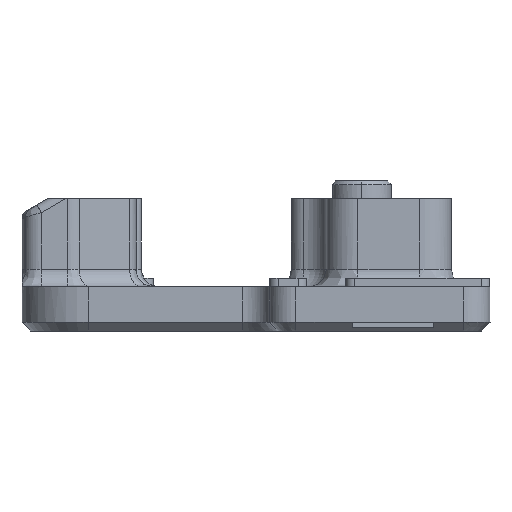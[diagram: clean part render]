
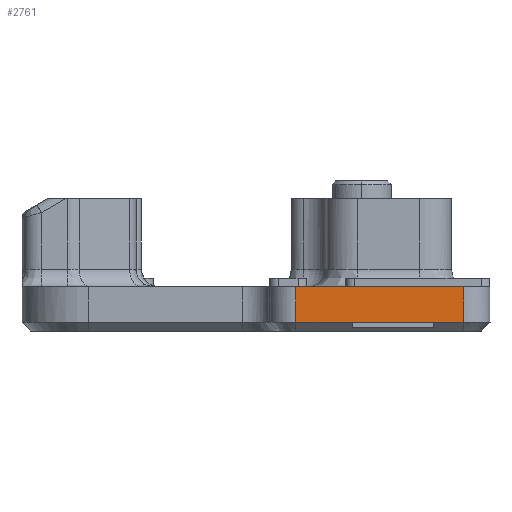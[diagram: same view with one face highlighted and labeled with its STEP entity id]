
A CAD part, left-side view. The second image highlights one B-rep face of the part: STEP entity #2761.
In plain terms, the highlighted planar face has unit normal (-1, 0, 0).
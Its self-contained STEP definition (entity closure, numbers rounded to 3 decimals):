
#337 = ORIENTED_EDGE ( 'NONE', *, *, #1090, .F. ) ;
#501 = ORIENTED_EDGE ( 'NONE', *, *, #16005, .T. ) ;
#588 = CARTESIAN_POINT ( 'NONE',  ( -133.895, 339., 98. ) ) ;
#653 = PLANE ( 'NONE',  #4296 ) ;
#1090 = EDGE_CURVE ( 'NONE', #6873, #12162, #15502, .T. ) ;
#1178 = CARTESIAN_POINT ( 'NONE',  ( -133.895, 339., 102. ) ) ;
#1223 = ORIENTED_EDGE ( 'NONE', *, *, #1940, .F. ) ;
#1510 = CARTESIAN_POINT ( 'NONE',  ( -133.895, 339., 98. ) ) ;
#1588 = DIRECTION ( 'NONE',  ( 1., 0., 0. ) ) ;
#1940 = EDGE_CURVE ( 'NONE', #12162, #14087, #13746, .T. ) ;
#2090 = CARTESIAN_POINT ( 'NONE',  ( -133.895, 320., 95.4 ) ) ;
#2479 = CARTESIAN_POINT ( 'NONE',  ( -133.895, 314.25, 98. ) ) ;
#2514 = VERTEX_POINT ( 'NONE', #588 ) ;
#2635 = EDGE_CURVE ( 'NONE', #2514, #6873, #12063, .T. ) ;
#2761 = ADVANCED_FACE ( 'NONE', ( #9747 ), #653, .F. ) ;
#2969 = CARTESIAN_POINT ( 'NONE',  ( -133.895, 320., 98. ) ) ;
#2978 = VECTOR ( 'NONE', #13663, 1000. ) ;
#3171 = B_SPLINE_CURVE_WITH_KNOTS ( 'NONE', 3,
 ( #15596, #3942, #12028, #14333 ),
 .UNSPECIFIED., .F., .F.,
 ( 4, 4 ),
 ( 0., 1. ),
 .UNSPECIFIED. ) ;
#3849 = CARTESIAN_POINT ( 'NONE',  ( -133.895, 314.25, 102. ) ) ;
#3942 = CARTESIAN_POINT ( 'NONE',  ( -133.895, 336.867, 98. ) ) ;
#4296 = AXIS2_PLACEMENT_3D ( 'NONE', #16038, #1588, #6775 ) ;
#4799 = CARTESIAN_POINT ( 'NONE',  ( -133.895, 320., 98. ) ) ;
#5145 = ORIENTED_EDGE ( 'NONE', *, *, #11629, .F. ) ;
#5190 = ORIENTED_EDGE ( 'NONE', *, *, #2635, .F. ) ;
#6246 = EDGE_LOOP ( 'NONE', ( #5145, #501, #1223, #337, #5190, #8868 ) ) ;
#6775 = DIRECTION ( 'NONE',  ( 0., 0., -1. ) ) ;
#6873 = VERTEX_POINT ( 'NONE', #1178 ) ;
#7594 = VERTEX_POINT ( 'NONE', #7818 ) ;
#7791 = CARTESIAN_POINT ( 'NONE',  ( -133.895, 339., 99.333 ) ) ;
#7818 = CARTESIAN_POINT ( 'NONE',  ( -133.895, 323.4, 98. ) ) ;
#8271 = VERTEX_POINT ( 'NONE', #14859 ) ;
#8868 = ORIENTED_EDGE ( 'NONE', *, *, #11372, .T. ) ;
#9026 = DIRECTION ( 'NONE',  ( 0., -1., 0. ) ) ;
#9317 = CARTESIAN_POINT ( 'NONE',  ( -133.895, 339., 100.667 ) ) ;
#9348 = CARTESIAN_POINT ( 'NONE',  ( -133.895, 323.4, 98. ) ) ;
#9691 = CARTESIAN_POINT ( 'NONE',  ( -133.895, 321.134, 98. ) ) ;
#9747 = FACE_OUTER_BOUND ( 'NONE', #6246, .T. ) ;
#10343 = B_SPLINE_CURVE_WITH_KNOTS ( 'NONE', 3,
 ( #9348, #14552, #9691, #2969 ),
 .UNSPECIFIED., .F., .F.,
 ( 4, 4 ),
 ( 0., 1. ),
 .UNSPECIFIED. ) ;
#11372 = EDGE_CURVE ( 'NONE', #2514, #8271, #3171, .T. ) ;
#11629 = EDGE_CURVE ( 'NONE', #7594, #8271, #14901, .T. ) ;
#11645 = CARTESIAN_POINT ( 'NONE',  ( -133.895, 339., 102. ) ) ;
#12028 = CARTESIAN_POINT ( 'NONE',  ( -133.895, 334.734, 98. ) ) ;
#12063 = B_SPLINE_CURVE_WITH_KNOTS ( 'NONE', 3,
 ( #1510, #7791, #9317, #11645 ),
 .UNSPECIFIED., .F., .F.,
 ( 4, 4 ),
 ( 0., 1. ),
 .UNSPECIFIED. ) ;
#12162 = VERTEX_POINT ( 'NONE', #12261 ) ;
#12261 = CARTESIAN_POINT ( 'NONE',  ( -133.895, 320., 102. ) ) ;
#12886 = VECTOR ( 'NONE', #15238, 1000. ) ;
#13663 = DIRECTION ( 'NONE',  ( 0., 0., -1. ) ) ;
#13746 = LINE ( 'NONE', #2090, #2978 ) ;
#14087 = VERTEX_POINT ( 'NONE', #4799 ) ;
#14333 = CARTESIAN_POINT ( 'NONE',  ( -133.895, 332.6, 98. ) ) ;
#14552 = CARTESIAN_POINT ( 'NONE',  ( -133.895, 322.267, 98. ) ) ;
#14641 = VECTOR ( 'NONE', #9026, 1000. ) ;
#14859 = CARTESIAN_POINT ( 'NONE',  ( -133.895, 332.6, 98. ) ) ;
#14901 = LINE ( 'NONE', #2479, #12886 ) ;
#15238 = DIRECTION ( 'NONE',  ( 0., 1., 0. ) ) ;
#15502 = LINE ( 'NONE', #3849, #14641 ) ;
#15596 = CARTESIAN_POINT ( 'NONE',  ( -133.895, 339., 98. ) ) ;
#16005 = EDGE_CURVE ( 'NONE', #7594, #14087, #10343, .T. ) ;
#16038 = CARTESIAN_POINT ( 'NONE',  ( -133.895, 314.25, 95.4 ) ) ;
